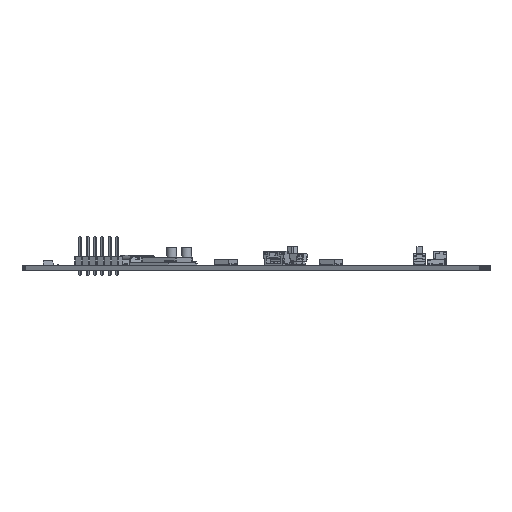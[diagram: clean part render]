
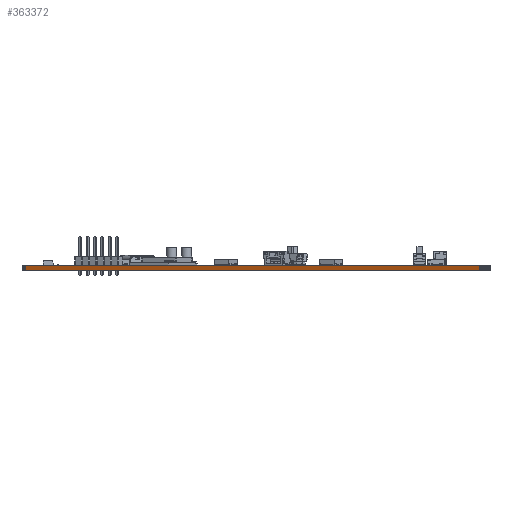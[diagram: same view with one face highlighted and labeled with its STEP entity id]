
A CAD part, left-side view. The second image highlights one B-rep face of the part: STEP entity #363372.
In plain terms, the highlighted planar face has unit normal (-0.866, 0.5, 0).
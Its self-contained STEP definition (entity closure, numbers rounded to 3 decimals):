
#338988 = PLANE('',#338989);
#338989 = AXIS2_PLACEMENT_3D('',#338990,#338991,#338992);
#338990 = CARTESIAN_POINT('',(144.732,-112.763,1.6));
#338991 = DIRECTION('',(-0.,-0.,-1.));
#338992 = DIRECTION('',(-1.,0.,0.));
#339042 = PLANE('',#339043);
#339043 = AXIS2_PLACEMENT_3D('',#339044,#339045,#339046);
#339044 = CARTESIAN_POINT('',(144.732,-112.763,0.));
#339045 = DIRECTION('',(-0.,-0.,-1.));
#339046 = DIRECTION('',(-1.,0.,0.));
#340187 = VERTEX_POINT('',#340188);
#340188 = CARTESIAN_POINT('',(64.485,-157.094,0.));
#340202 = PLANE('',#340203);
#340203 = AXIS2_PLACEMENT_3D('',#340204,#340205,#340206);
#340204 = CARTESIAN_POINT('',(64.362,-157.345,0.));
#340205 = DIRECTION('',(-0.899,0.438,0.));
#340206 = DIRECTION('',(0.438,0.899,0.));
#340214 = EDGE_CURVE('',#340187,#340215,#340217,.T.);
#340215 = VERTEX_POINT('',#340216);
#340216 = CARTESIAN_POINT('',(143.,-21.101,0.));
#340217 = SURFACE_CURVE('',#340218,(#340222,#340229),.PCURVE_S1.);
#340218 = LINE('',#340219,#340220);
#340219 = CARTESIAN_POINT('',(64.485,-157.094,0.));
#340220 = VECTOR('',#340221,1.);
#340221 = DIRECTION('',(0.5,0.866,0.));
#340222 = PCURVE('',#339042,#340223);
#340223 = DEFINITIONAL_REPRESENTATION('',(#340224),#340228);
#340224 = LINE('',#340225,#340226);
#340225 = CARTESIAN_POINT('',(80.248,-44.331));
#340226 = VECTOR('',#340227,1.);
#340227 = DIRECTION('',(-0.5,0.866));
#340228 = ( GEOMETRIC_REPRESENTATION_CONTEXT(2) 
PARAMETRIC_REPRESENTATION_CONTEXT() REPRESENTATION_CONTEXT('2D SPACE',''
  ) );
#340229 = PCURVE('',#340230,#340235);
#340230 = PLANE('',#340231);
#340231 = AXIS2_PLACEMENT_3D('',#340232,#340233,#340234);
#340232 = CARTESIAN_POINT('',(64.485,-157.094,0.));
#340233 = DIRECTION('',(-0.866,0.5,0.));
#340234 = DIRECTION('',(0.5,0.866,0.));
#340235 = DEFINITIONAL_REPRESENTATION('',(#340236),#340240);
#340236 = LINE('',#340237,#340238);
#340237 = CARTESIAN_POINT('',(0.,0.));
#340238 = VECTOR('',#340239,1.);
#340239 = DIRECTION('',(1.,0.));
#340240 = ( GEOMETRIC_REPRESENTATION_CONTEXT(2) 
PARAMETRIC_REPRESENTATION_CONTEXT() REPRESENTATION_CONTEXT('2D SPACE',''
  ) );
#340258 = PLANE('',#340259);
#340259 = AXIS2_PLACEMENT_3D('',#340260,#340261,#340262);
#340260 = CARTESIAN_POINT('',(143.,-21.101,0.));
#340261 = DIRECTION('',(-0.829,0.559,0.));
#340262 = DIRECTION('',(0.559,0.829,0.));
#353122 = VERTEX_POINT('',#353123);
#353123 = CARTESIAN_POINT('',(64.485,-157.094,1.6));
#353144 = EDGE_CURVE('',#353122,#353145,#353147,.T.);
#353145 = VERTEX_POINT('',#353146);
#353146 = CARTESIAN_POINT('',(143.,-21.101,1.6));
#353147 = SURFACE_CURVE('',#353148,(#353152,#353159),.PCURVE_S1.);
#353148 = LINE('',#353149,#353150);
#353149 = CARTESIAN_POINT('',(64.485,-157.094,1.6));
#353150 = VECTOR('',#353151,1.);
#353151 = DIRECTION('',(0.5,0.866,0.));
#353152 = PCURVE('',#338988,#353153);
#353153 = DEFINITIONAL_REPRESENTATION('',(#353154),#353158);
#353154 = LINE('',#353155,#353156);
#353155 = CARTESIAN_POINT('',(80.248,-44.331));
#353156 = VECTOR('',#353157,1.);
#353157 = DIRECTION('',(-0.5,0.866));
#353158 = ( GEOMETRIC_REPRESENTATION_CONTEXT(2) 
PARAMETRIC_REPRESENTATION_CONTEXT() REPRESENTATION_CONTEXT('2D SPACE',''
  ) );
#353159 = PCURVE('',#340230,#353160);
#353160 = DEFINITIONAL_REPRESENTATION('',(#353161),#353165);
#353161 = LINE('',#353162,#353163);
#353162 = CARTESIAN_POINT('',(0.,-1.6));
#353163 = VECTOR('',#353164,1.);
#353164 = DIRECTION('',(1.,0.));
#353165 = ( GEOMETRIC_REPRESENTATION_CONTEXT(2) 
PARAMETRIC_REPRESENTATION_CONTEXT() REPRESENTATION_CONTEXT('2D SPACE',''
  ) );
#363322 = EDGE_CURVE('',#340215,#353145,#363323,.T.);
#363323 = SURFACE_CURVE('',#363324,(#363328,#363335),.PCURVE_S1.);
#363324 = LINE('',#363325,#363326);
#363325 = CARTESIAN_POINT('',(143.,-21.101,0.));
#363326 = VECTOR('',#363327,1.);
#363327 = DIRECTION('',(0.,0.,1.));
#363328 = PCURVE('',#340258,#363329);
#363329 = DEFINITIONAL_REPRESENTATION('',(#363330),#363334);
#363330 = LINE('',#363331,#363332);
#363331 = CARTESIAN_POINT('',(0.,0.));
#363332 = VECTOR('',#363333,1.);
#363333 = DIRECTION('',(0.,-1.));
#363334 = ( GEOMETRIC_REPRESENTATION_CONTEXT(2) 
PARAMETRIC_REPRESENTATION_CONTEXT() REPRESENTATION_CONTEXT('2D SPACE',''
  ) );
#363335 = PCURVE('',#340230,#363336);
#363336 = DEFINITIONAL_REPRESENTATION('',(#363337),#363341);
#363337 = LINE('',#363338,#363339);
#363338 = CARTESIAN_POINT('',(157.031,0.));
#363339 = VECTOR('',#363340,1.);
#363340 = DIRECTION('',(0.,-1.));
#363341 = ( GEOMETRIC_REPRESENTATION_CONTEXT(2) 
PARAMETRIC_REPRESENTATION_CONTEXT() REPRESENTATION_CONTEXT('2D SPACE',''
  ) );
#363372 = ADVANCED_FACE('',(#363373),#340230,.T.);
#363373 = FACE_BOUND('',#363374,.T.);
#363374 = EDGE_LOOP('',(#363375,#363396,#363397,#363398));
#363375 = ORIENTED_EDGE('',*,*,#363376,.T.);
#363376 = EDGE_CURVE('',#340187,#353122,#363377,.T.);
#363377 = SURFACE_CURVE('',#363378,(#363382,#363389),.PCURVE_S1.);
#363378 = LINE('',#363379,#363380);
#363379 = CARTESIAN_POINT('',(64.485,-157.094,0.));
#363380 = VECTOR('',#363381,1.);
#363381 = DIRECTION('',(0.,0.,1.));
#363382 = PCURVE('',#340230,#363383);
#363383 = DEFINITIONAL_REPRESENTATION('',(#363384),#363388);
#363384 = LINE('',#363385,#363386);
#363385 = CARTESIAN_POINT('',(0.,0.));
#363386 = VECTOR('',#363387,1.);
#363387 = DIRECTION('',(0.,-1.));
#363388 = ( GEOMETRIC_REPRESENTATION_CONTEXT(2) 
PARAMETRIC_REPRESENTATION_CONTEXT() REPRESENTATION_CONTEXT('2D SPACE',''
  ) );
#363389 = PCURVE('',#340202,#363390);
#363390 = DEFINITIONAL_REPRESENTATION('',(#363391),#363395);
#363391 = LINE('',#363392,#363393);
#363392 = CARTESIAN_POINT('',(0.279,0.));
#363393 = VECTOR('',#363394,1.);
#363394 = DIRECTION('',(0.,-1.));
#363395 = ( GEOMETRIC_REPRESENTATION_CONTEXT(2) 
PARAMETRIC_REPRESENTATION_CONTEXT() REPRESENTATION_CONTEXT('2D SPACE',''
  ) );
#363396 = ORIENTED_EDGE('',*,*,#353144,.T.);
#363397 = ORIENTED_EDGE('',*,*,#363322,.F.);
#363398 = ORIENTED_EDGE('',*,*,#340214,.F.);
